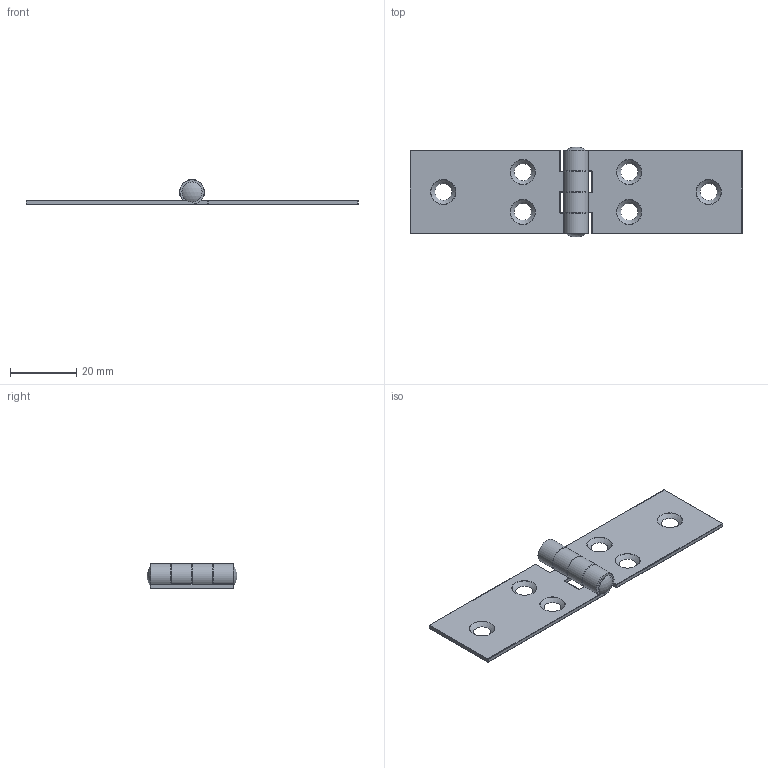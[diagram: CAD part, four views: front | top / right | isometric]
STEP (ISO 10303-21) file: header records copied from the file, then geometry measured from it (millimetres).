
FILE_DESCRIPTION (( 'STEP AP203' ), '1' );
FILE_NAME ('452-12.step', '2021-11-25T13:27:50', ( '' ), ( '' ), 'SwSTEP 2.0', 'SolidWorks 2018', '' );
FILE_SCHEMA (( 'CONFIG_CONTROL_DESIGN' ));
Length unit declared in the file: millimetre
Products named in the file (7): 452-12; 452-12 Teil1; 452-12 Teil1_Keyshot; 452-12 Teil2; 452-12 Teil3; 452-12 Teil2_Keyshot
Assembly tree (3 placements, depth 2):
  452-12
    452-12 Teil1_Keyshot
    452-12 Teil2_Keyshot
    452-12 Teil3
  452-12 Teil1
  452-12 Teil2
  452-12 Teil3
Bounding box: 100 x 27.04 x 7.5 mm (x, y, z)
Volume: 3682.5 mm3; surface area: 6419 mm2
Topology: 3 solids, 3 shells, 165 faces, 377 edges, 192 vertices
Faces by surface type: cylinder 69, torus 34, sphere 30, plane 26, cone 6
Full cylindrical faces by diameter (mm): 5.1 x1
Entity records: 4914 total; most frequent: DIRECTION 876, CARTESIAN_POINT 688, ORIENTED_EDGE 660, AXIS2_PLACEMENT_3D 374, EDGE_CURVE 330, CIRCLE 202, EDGE_LOOP 192, VERTEX_POINT 186
